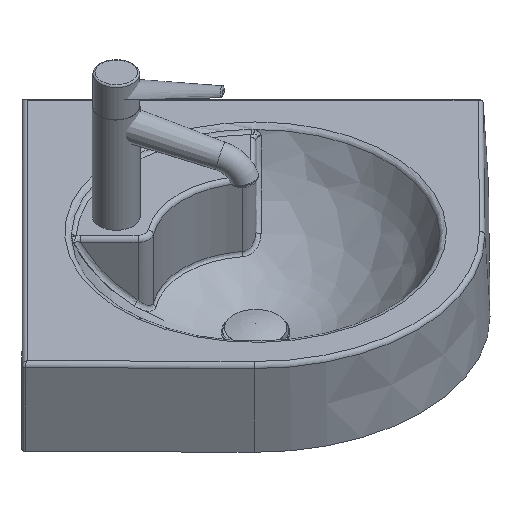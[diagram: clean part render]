
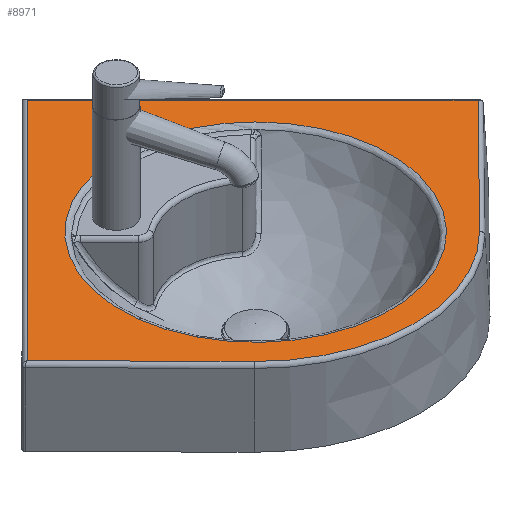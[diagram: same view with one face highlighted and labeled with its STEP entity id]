
A CAD part, isometric view. The second image highlights one B-rep face of the part: STEP entity #8971.
In plain terms, the highlighted planar face has unit normal (0, 0, 1).
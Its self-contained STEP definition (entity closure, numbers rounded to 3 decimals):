
#7578=CARTESIAN_POINT('',(174.622,136.873,100.0));
#7579=VERTEX_POINT('',#7578);
#7580=CARTESIAN_POINT('',(44.665,6.916,100.0));
#7581=DIRECTION('',(0.0,0.0,1.));
#7582=DIRECTION('',(-0.707,-0.707,0.0));
#7583=AXIS2_PLACEMENT_3D('',#7580,#7581,#7582);
#7584=CIRCLE('',#7583,183.787);
#7585=EDGE_CURVE('',#7579,#7579,#7584,.T.);
#8920=CARTESIAN_POINT('',(44.604,28.63,100.0));
#8921=DIRECTION('',(0.0,0.0,1.0));
#8922=DIRECTION('',(1.0,0.0,0.0));
#8923=AXIS2_PLACEMENT_3D('',#8920,#8921,#8922);
#8924=PLANE('',#8923);
#8925=CARTESIAN_POINT('',(-108.901,-144.525,100.0));
#8926=VERTEX_POINT('',#8925);
#8927=CARTESIAN_POINT('',(-262.324,11.053,100.0));
#8928=VERTEX_POINT('',#8927);
#8929=CARTESIAN_POINT('',(-108.901,-144.525,100.0));
#8930=DIRECTION('',(-0.702,0.712,0.0));
#8931=VECTOR('',#8930,218.502);
#8932=LINE('',#8929,#8931);
#8933=EDGE_CURVE('',#8926,#8928,#8932,.T.);
#8934=ORIENTED_EDGE('',*,*,#8933,.F.);
#8935=CARTESIAN_POINT('',(198.109,-144.525,100.0));
#8936=VERTEX_POINT('',#8935);
#8937=CARTESIAN_POINT('',(44.604,6.854,100.0));
#8938=DIRECTION('',(0.0,0.0,-1.0));
#8939=DIRECTION('',(0.0,-1.0,0.0));
#8940=AXIS2_PLACEMENT_3D('',#8937,#8938,#8939);
#8941=CIRCLE('',#8940,215.59);
#8942=EDGE_CURVE('',#8936,#8926,#8941,.T.);
#8943=ORIENTED_EDGE('',*,*,#8942,.F.);
#8944=CARTESIAN_POINT('',(351.532,11.053,100.0));
#8945=VERTEX_POINT('',#8944);
#8946=CARTESIAN_POINT('',(351.532,11.053,100.0));
#8947=DIRECTION('',(-0.702,-0.712,0.0));
#8948=VECTOR('',#8947,218.502);
#8949=LINE('',#8946,#8948);
#8950=EDGE_CURVE('',#8945,#8936,#8949,.T.);
#8951=ORIENTED_EDGE('',*,*,#8950,.F.);
#8952=CARTESIAN_POINT('',(44.604,317.981,100.0));
#8953=VERTEX_POINT('',#8952);
#8954=CARTESIAN_POINT('',(44.604,317.981,100.0));
#8955=DIRECTION('',(0.707,-0.707,0.0));
#8956=VECTOR('',#8955,434.062);
#8957=LINE('',#8954,#8956);
#8958=EDGE_CURVE('',#8953,#8945,#8957,.T.);
#8959=ORIENTED_EDGE('',*,*,#8958,.F.);
#8960=CARTESIAN_POINT('',(-262.324,11.053,100.0));
#8961=DIRECTION('',(0.707,0.707,0.0));
#8962=VECTOR('',#8961,434.062);
#8963=LINE('',#8960,#8962);
#8964=EDGE_CURVE('',#8928,#8953,#8963,.T.);
#8965=ORIENTED_EDGE('',*,*,#8964,.F.);
#8966=EDGE_LOOP('',(#8934,#8943,#8951,#8959,#8965));
#8967=FACE_OUTER_BOUND('',#8966,.T.);
#8968=ORIENTED_EDGE('',*,*,#7585,.F.);
#8969=EDGE_LOOP('',(#8968));
#8970=FACE_BOUND('',#8969,.T.);
#8971=ADVANCED_FACE('',(#8967,#8970),#8924,.T.);
